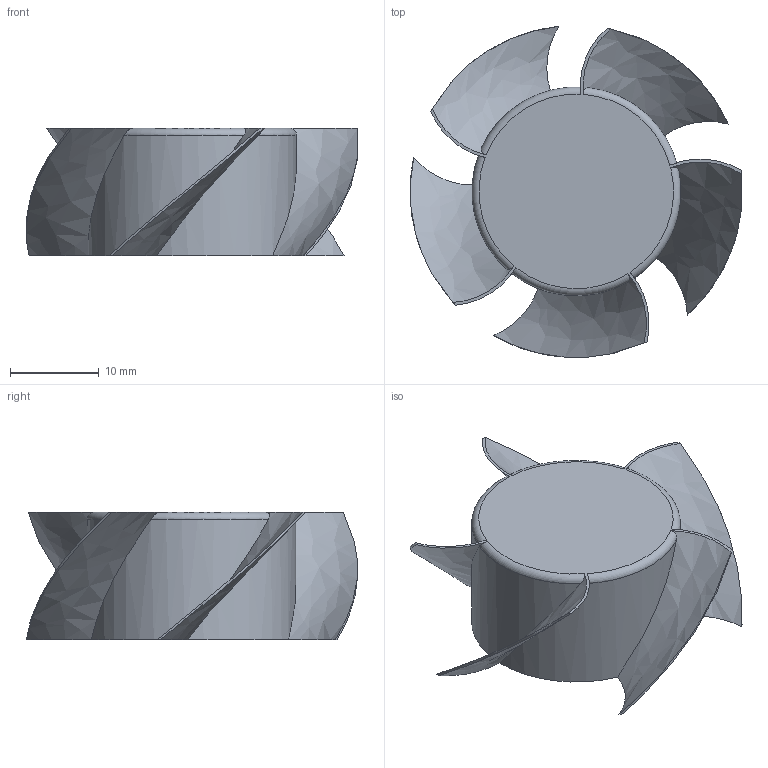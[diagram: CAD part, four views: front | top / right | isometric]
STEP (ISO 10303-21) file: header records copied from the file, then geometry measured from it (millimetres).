
FILE_DESCRIPTION(/* description */ (''),/* implementation_level */ '2;1');
FILE_NAME(/* name */ 'fan blade.ipt.step',/* time_stamp */ '2014-01-07T11:12:11-08:00',/* author */ ('Autodesk Inc.'),/* organization */ ('Autodesk Inc.'),/* preprocessor_version */ 'ST-DEVELOPER v15.2',/* originating_system */ 'Autodesk Inventor 2014',/* authorisation */ '');
FILE_SCHEMA (('AUTOMOTIVE_DESIGN { 1 0 10303 214 3 1 1 }'));
Length unit declared in the file: inch
Products named in the file (1): fan blade
Bounding box: 37.27 x 37.24 x 14.3 mm (x, y, z)
Volume: 6341.1 mm3; surface area: 3389.9 mm2
Topology: 1 solids, 1 shells, 27 faces, 75 edges, 50 vertices
Faces by surface type: bspline 15, torus 5, cylinder 5, plane 2
Entity records: 1347 total; most frequent: CARTESIAN_POINT 698, ORIENTED_EDGE 150, DIRECTION 106, EDGE_CURVE 75, VERTEX_POINT 50, AXIS2_PLACEMENT_3D 48, CIRCLE 35, B_SPLINE_CURVE_WITH_KNOTS 30
